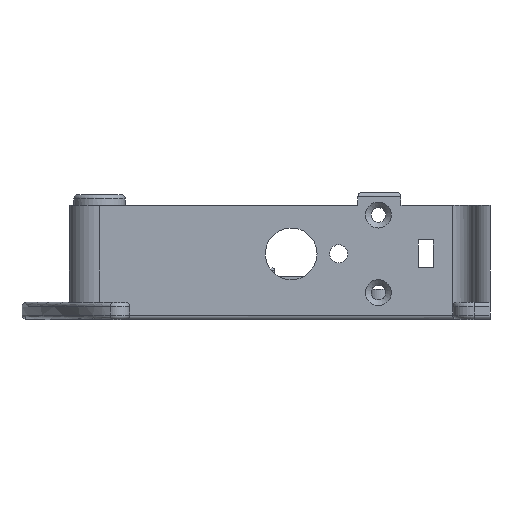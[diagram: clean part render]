
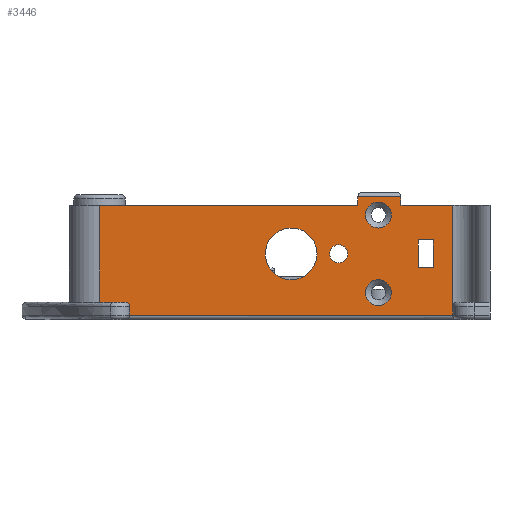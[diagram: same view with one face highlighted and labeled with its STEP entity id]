
A CAD part, front view. The second image highlights one B-rep face of the part: STEP entity #3446.
In plain terms, the highlighted planar face has unit normal (0, -1, 0).
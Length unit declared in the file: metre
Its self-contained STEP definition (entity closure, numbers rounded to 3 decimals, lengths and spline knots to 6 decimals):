
#98=CIRCLE('',#3566,0.006);
#100=CIRCLE('',#3569,0.0021);
#102=CIRCLE('',#3572,0.003);
#104=CIRCLE('',#3575,0.003);
#106=CIRCLE('',#3582,0.001);
#957=ORIENTED_EDGE('',*,*,#1295,.T.);
#958=ORIENTED_EDGE('',*,*,#1297,.T.);
#959=ORIENTED_EDGE('',*,*,#1299,.T.);
#960=ORIENTED_EDGE('',*,*,#1301,.T.);
#961=ORIENTED_EDGE('',*,*,#1304,.T.);
#962=ORIENTED_EDGE('',*,*,#1306,.T.);
#963=ORIENTED_EDGE('',*,*,#1311,.T.);
#964=ORIENTED_EDGE('',*,*,#1313,.T.);
#965=ORIENTED_EDGE('',*,*,#1571,.F.);
#966=ORIENTED_EDGE('',*,*,#1229,.T.);
#967=ORIENTED_EDGE('',*,*,#1333,.F.);
#968=ORIENTED_EDGE('',*,*,#1458,.F.);
#969=ORIENTED_EDGE('',*,*,#1293,.T.);
#970=ORIENTED_EDGE('',*,*,#1487,.T.);
#971=ORIENTED_EDGE('',*,*,#1572,.F.);
#972=ORIENTED_EDGE('',*,*,#1573,.F.);
#973=ORIENTED_EDGE('',*,*,#1316,.T.);
#974=ORIENTED_EDGE('',*,*,#1320,.F.);
#975=ORIENTED_EDGE('',*,*,#1463,.F.);
#976=ORIENTED_EDGE('',*,*,#1330,.F.);
#1229=EDGE_CURVE('',#1687,#1686,#1995,.T.);
#1293=EDGE_CURVE('',#1736,#1740,#2042,.T.);
#1295=EDGE_CURVE('',#1742,#1742,#98,.T.);
#1297=EDGE_CURVE('',#1744,#1744,#100,.T.);
#1299=EDGE_CURVE('',#1746,#1746,#102,.T.);
#1301=EDGE_CURVE('',#1748,#1748,#104,.T.);
#1304=EDGE_CURVE('',#1752,#1751,#2045,.T.);
#1306=EDGE_CURVE('',#1751,#1753,#2047,.T.);
#1311=EDGE_CURVE('',#1753,#1756,#2052,.T.);
#1313=EDGE_CURVE('',#1756,#1752,#2054,.T.);
#1316=EDGE_CURVE('',#1760,#1759,#106,.T.);
#1320=EDGE_CURVE('',#1762,#1759,#2059,.T.);
#1330=EDGE_CURVE('',#1770,#1767,#2065,.T.);
#1333=EDGE_CURVE('',#1737,#1686,#2066,.T.);
#1458=EDGE_CURVE('',#1736,#1737,#2143,.T.);
#1463=EDGE_CURVE('',#1767,#1762,#2147,.T.);
#1487=EDGE_CURVE('',#1740,#1864,#2161,.T.);
#1571=EDGE_CURVE('',#1687,#1770,#2236,.T.);
#1572=EDGE_CURVE('',#1910,#1864,#2237,.T.);
#1573=EDGE_CURVE('',#1760,#1910,#2238,.T.);
#1686=VERTEX_POINT('',#4930);
#1687=VERTEX_POINT('',#4932);
#1736=VERTEX_POINT('',#5043);
#1737=VERTEX_POINT('',#5048);
#1740=VERTEX_POINT('',#5058);
#1742=VERTEX_POINT('',#5064);
#1744=VERTEX_POINT('',#5069);
#1746=VERTEX_POINT('',#5074);
#1748=VERTEX_POINT('',#5079);
#1751=VERTEX_POINT('',#5085);
#1752=VERTEX_POINT('',#5087);
#1753=VERTEX_POINT('',#5091);
#1756=VERTEX_POINT('',#5099);
#1759=VERTEX_POINT('',#5109);
#1760=VERTEX_POINT('',#5111);
#1762=VERTEX_POINT('',#5117);
#1767=VERTEX_POINT('',#5130);
#1770=VERTEX_POINT('',#5138);
#1864=VERTEX_POINT('',#5768);
#1910=VERTEX_POINT('',#5944);
#1995=LINE('',#4931,#2314);
#2042=LINE('',#5059,#2361);
#2045=LINE('',#5086,#2364);
#2047=LINE('',#5090,#2366);
#2052=LINE('',#5100,#2371);
#2054=LINE('',#5103,#2373);
#2059=LINE('',#5118,#2378);
#2065=LINE('',#5139,#2384);
#2066=LINE('',#5148,#2385);
#2143=LINE('',#5710,#2462);
#2147=LINE('',#5719,#2466);
#2161=LINE('',#5767,#2480);
#2236=LINE('',#5942,#2555);
#2237=LINE('',#5943,#2556);
#2238=LINE('',#5945,#2557);
#2314=VECTOR('',#3930,1.);
#2361=VECTOR('',#4031,1.);
#2364=VECTOR('',#4060,1.);
#2366=VECTOR('',#4064,1.);
#2371=VECTOR('',#4071,1.);
#2373=VECTOR('',#4075,1.);
#2378=VECTOR('',#4088,1.);
#2384=VECTOR('',#4108,1.);
#2385=VECTOR('',#4115,1.);
#2462=VECTOR('',#4372,1.);
#2466=VECTOR('',#4382,1.);
#2480=VECTOR('',#4446,1.);
#2555=VECTOR('',#4629,1.);
#2556=VECTOR('',#4630,1.);
#2557=VECTOR('',#4631,1.);
#2808=EDGE_LOOP('',(#957));
#2809=EDGE_LOOP('',(#958));
#2810=EDGE_LOOP('',(#959));
#2811=EDGE_LOOP('',(#960));
#2812=EDGE_LOOP('',(#961,#962,#963,#964));
#2813=EDGE_LOOP('',(#965,#966,#967,#968,#969,#970,#971,#972,#973,#974,#975,
#976));
#3095=FACE_BOUND('',#2808,.T.);
#3096=FACE_BOUND('',#2809,.T.);
#3097=FACE_BOUND('',#2810,.T.);
#3098=FACE_BOUND('',#2811,.T.);
#3099=FACE_BOUND('',#2812,.T.);
#3100=FACE_BOUND('',#2813,.T.);
#3264=PLANE('',#3765);
#3446=ADVANCED_FACE('',(#3095,#3096,#3097,#3098,#3099,#3100),#3264,.F.);
#3566=AXIS2_PLACEMENT_3D('',#5063,#4036,#4037);
#3569=AXIS2_PLACEMENT_3D('',#5068,#4042,#4043);
#3572=AXIS2_PLACEMENT_3D('',#5073,#4048,#4049);
#3575=AXIS2_PLACEMENT_3D('',#5078,#4054,#4055);
#3582=AXIS2_PLACEMENT_3D('',#5110,#4081,#4082);
#3765=AXIS2_PLACEMENT_3D('',#5941,#4627,#4628);
#3930=DIRECTION('',(-1.,0.,0.));
#4031=DIRECTION('',(0.,0.,-1.));
#4036=DIRECTION('',(0.,1.,0.));
#4037=DIRECTION('',(0.,0.,1.));
#4042=DIRECTION('',(0.,1.,0.));
#4043=DIRECTION('',(0.,0.,1.));
#4048=DIRECTION('',(0.,1.,0.));
#4049=DIRECTION('',(0.,0.,-1.));
#4054=DIRECTION('',(0.,1.,0.));
#4055=DIRECTION('',(0.,0.,-1.));
#4060=DIRECTION('',(0.,0.,1.));
#4064=DIRECTION('',(1.,0.,0.));
#4071=DIRECTION('',(0.,0.,-1.));
#4075=DIRECTION('',(-1.,0.,0.));
#4081=DIRECTION('',(0.,1.,0.));
#4082=DIRECTION('',(0.707,0.,0.707));
#4088=DIRECTION('',(0.,0.,1.));
#4108=DIRECTION('',(0.,0.,-1.));
#4115=DIRECTION('',(0.,0.,-1.));
#4372=DIRECTION('',(1.,0.,0.));
#4382=DIRECTION('',(-1.,0.,0.));
#4446=DIRECTION('',(-1.,0.,0.));
#4627=DIRECTION('',(0.,1.,0.));
#4628=DIRECTION('',(0.,0.,1.));
#4629=DIRECTION('',(0.,0.,-1.));
#4630=DIRECTION('',(0.,0.,1.));
#4631=DIRECTION('',(-1.,0.,0.));
#4930=CARTESIAN_POINT('',(-0.018,-0.042,0.0265));
#4931=CARTESIAN_POINT('',(0.014,-0.042,0.0265));
#4932=CARTESIAN_POINT('',(-0.006,-0.042,0.0265));
#5043=CARTESIAN_POINT('',(-0.028,-0.042,0.0285));
#5048=CARTESIAN_POINT('',(-0.018,-0.042,0.0285));
#5058=CARTESIAN_POINT('',(-0.028,-0.042,0.0265));
#5059=CARTESIAN_POINT('',(-0.028,-0.042,0.021625));
#5063=CARTESIAN_POINT('',(-0.0435,-0.042,0.01525));
#5064=CARTESIAN_POINT('',(-0.0435,-0.042,0.02125));
#5068=CARTESIAN_POINT('',(-0.0325,-0.042,0.01525));
#5069=CARTESIAN_POINT('',(-0.0325,-0.042,0.01735));
#5073=CARTESIAN_POINT('',(-0.02325,-0.042,0.02425));
#5074=CARTESIAN_POINT('',(-0.02325,-0.042,0.02125));
#5078=CARTESIAN_POINT('',(-0.02325,-0.042,0.00625));
#5079=CARTESIAN_POINT('',(-0.02325,-0.042,0.00325));
#5085=CARTESIAN_POINT('',(-0.014,-0.042,0.0185));
#5086=CARTESIAN_POINT('',(-0.014,-0.042,0.01525));
#5087=CARTESIAN_POINT('',(-0.014,-0.042,0.012));
#5090=CARTESIAN_POINT('',(0.000875,-0.042,0.0185));
#5091=CARTESIAN_POINT('',(-0.0105,-0.042,0.0185));
#5099=CARTESIAN_POINT('',(-0.0105,-0.042,0.012));
#5100=CARTESIAN_POINT('',(-0.0105,-0.042,0.01525));
#5103=CARTESIAN_POINT('',(0.000875,-0.042,0.012));
#5109=CARTESIAN_POINT('',(-0.081,-0.042,0.003));
#5110=CARTESIAN_POINT('',(-0.082,-0.042,0.003));
#5111=CARTESIAN_POINT('',(-0.082,-0.042,0.004));
#5117=CARTESIAN_POINT('',(-0.081,-0.042,0.001));
#5118=CARTESIAN_POINT('',(-0.081,-0.042,0.002));
#5130=CARTESIAN_POINT('',(-0.006,-0.042,0.001));
#5138=CARTESIAN_POINT('',(-0.006,-0.042,0.003));
#5139=CARTESIAN_POINT('',(-0.006,-0.042,0.002));
#5148=CARTESIAN_POINT('',(-0.018,-0.042,0.028));
#5710=CARTESIAN_POINT('',(0.0325,-0.042,0.0285));
#5719=CARTESIAN_POINT('',(0.014,-0.042,0.001));
#5767=CARTESIAN_POINT('',(0.014,-0.042,0.0265));
#5768=CARTESIAN_POINT('',(-0.088,-0.042,0.0265));
#5941=CARTESIAN_POINT('',(0.014,-0.042,0.01525));
#5942=CARTESIAN_POINT('',(-0.006,-0.042,0.009625));
#5943=CARTESIAN_POINT('',(-0.088,-0.042,0.01525));
#5944=CARTESIAN_POINT('',(-0.088,-0.042,0.004));
#5945=CARTESIAN_POINT('',(0.014,-0.042,0.004));
